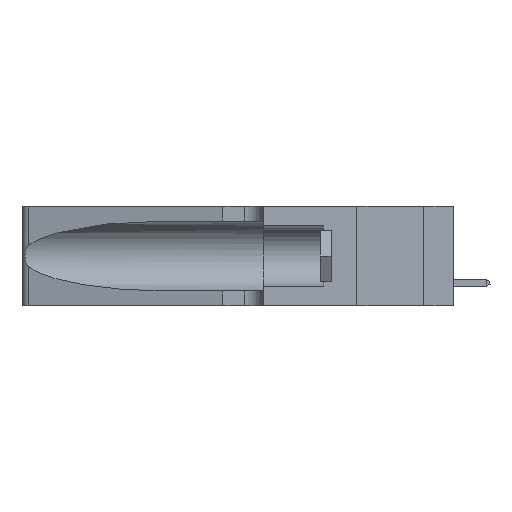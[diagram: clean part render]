
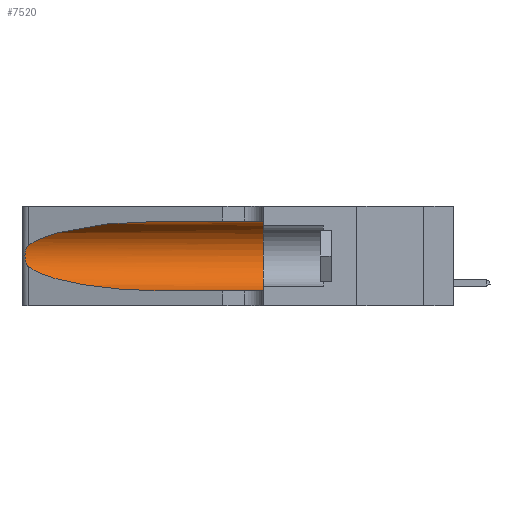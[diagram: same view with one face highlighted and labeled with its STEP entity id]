
A CAD part, left-side view. The second image highlights one B-rep face of the part: STEP entity #7520.
In plain terms, the highlighted cylindrical face has radius 3.308 mm (diameter 6.617 mm), a partial arc.
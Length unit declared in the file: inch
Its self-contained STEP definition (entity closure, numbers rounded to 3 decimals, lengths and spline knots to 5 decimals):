
#359 = CARTESIAN_POINT ( 'NONE',  ( 0.1305, 0.72297, 0.31525 ) ) ;
#955 = CARTESIAN_POINT ( 'NONE',  ( 0.2373, 1.15595, 0.08982 ) ) ;
#1516 = CARTESIAN_POINT ( 'NONE',  ( 0.25854, 1.2359, 0.20912 ) ) ;
#1578 = CARTESIAN_POINT ( 'NONE',  ( 0.26018, 1.23835, 0.19895 ) ) ;
#2313 = VERTEX_POINT ( 'NONE', #6345 ) ;
#2702 = AXIS2_PLACEMENT_3D ( 'NONE', #18408, #11519, #9894 ) ;
#2934 = ORIENTED_EDGE ( 'NONE', *, *, #12761, .F. ) ;
#2989 = VERTEX_POINT ( 'NONE', #9728 ) ;
#3280 = CARTESIAN_POINT ( 'NONE',  ( 0.26075, 1.23896, 0.19203 ) ) ;
#3391 = ORIENTED_EDGE ( 'NONE', *, *, #13993, .T. ) ;
#3586 = CYLINDRICAL_SURFACE ( 'NONE', #6986, 0.13025 ) ;
#3915 = CARTESIAN_POINT ( 'NONE',  ( 0.1305, 0.35, 0.05475 ) ) ;
#4024 = CARTESIAN_POINT ( 'NONE',  ( 0.25487, 1.22718, 0.14631 ) ) ;
#4059 = CARTESIAN_POINT ( 'NONE',  ( 0.2373, 1.15595, 0.28018 ) ) ;
#4137 = CARTESIAN_POINT ( 'NONE',  ( 0.25487, 1.22718, 0.22369 ) ) ;
#4787 = CARTESIAN_POINT ( 'NONE',  ( 0.1305, 1.61858, 0.185 ) ) ;
#5202 = VECTOR ( 'NONE', #6469, 39.37008 ) ;
#5468 = CARTESIAN_POINT ( 'NONE',  ( 0.25487, 1.22718, 0.22369 ) ) ;
#5564 = ORIENTED_EDGE ( 'NONE', *, *, #6101, .F. ) ;
#5591 =( BOUNDED_CURVE ( )  B_SPLINE_CURVE ( 3, ( #359, #14666, #4059, #4137 ),
 .UNSPECIFIED., .F., .T. ) 
 B_SPLINE_CURVE_WITH_KNOTS ( ( 4, 4 ),
 ( 1.5708, 2.84003 ),
 .UNSPECIFIED. ) 
 CURVE ( )  GEOMETRIC_REPRESENTATION_ITEM ( )  RATIONAL_B_SPLINE_CURVE ( ( 1., 0.87, 0.87, 1. ) ) 
 REPRESENTATION_ITEM ( '' )  );
#5806 = CARTESIAN_POINT ( 'NONE',  ( 0.18966, 0.96281, 0.05475 ) ) ;
#6013 = CARTESIAN_POINT ( 'NONE',  ( 0.1305, 1.61858, 0.31525 ) ) ;
#6101 = EDGE_CURVE ( 'NONE', #15876, #2313, #14432, .T. ) ;
#6194 = ORIENTED_EDGE ( 'NONE', *, *, #16083, .T. ) ;
#6345 = CARTESIAN_POINT ( 'NONE',  ( 0.1305, 0.35, 0.31525 ) ) ;
#6469 = DIRECTION ( 'NONE',  ( 0., -1., 0. ) ) ;
#6668 = CIRCLE ( 'NONE', #2702, 0.13025 ) ;
#6986 = AXIS2_PLACEMENT_3D ( 'NONE', #4787, #19175, #8095 ) ;
#7310 = CARTESIAN_POINT ( 'NONE',  ( 0.25789, 1.23486, 0.15765 ) ) ;
#7520 = ADVANCED_FACE ( 'NONE', ( #8203 ), #3586, .F. ) ;
#7806 = CARTESIAN_POINT ( 'NONE',  ( 0.1305, 0.72297, 0.05475 ) ) ;
#7864 = ORIENTED_EDGE ( 'NONE', *, *, #8719, .T. ) ;
#8095 = DIRECTION ( 'NONE',  ( 0., 0., -1. ) ) ;
#8203 = FACE_OUTER_BOUND ( 'NONE', #9149, .T. ) ;
#8256 = VERTEX_POINT ( 'NONE', #7806 ) ;
#8719 = EDGE_CURVE ( 'NONE', #10312, #2989, #20813, .T. ) ;
#9149 = EDGE_LOOP ( 'NONE', ( #3391, #7864, #6194, #14016, #2934, #5564 ) ) ;
#9189 = CARTESIAN_POINT ( 'NONE',  ( 0.26017, 1.23833, 0.17102 ) ) ;
#9614 = CARTESIAN_POINT ( 'NONE',  ( 0.25487, 1.22718, 0.14631 ) ) ;
#9728 = CARTESIAN_POINT ( 'NONE',  ( 0.25487, 1.22718, 0.14631 ) ) ;
#9894 = DIRECTION ( 'NONE',  ( 0., 0., 1. ) ) ;
#10184 = CARTESIAN_POINT ( 'NONE',  ( 0.25555, 1.22994, 0.2215 ) ) ;
#10312 = VERTEX_POINT ( 'NONE', #5468 ) ;
#10932 = VERTEX_POINT ( 'NONE', #3915 ) ;
#11519 = DIRECTION ( 'NONE',  ( 0., 1., 0. ) ) ;
#11673 = LINE ( 'NONE', #13156, #5202 ) ;
#11949 =( BOUNDED_CURVE ( )  B_SPLINE_CURVE ( 3, ( #9614, #955, #5806, #21200 ),
 .UNSPECIFIED., .F., .F. ) 
 B_SPLINE_CURVE_WITH_KNOTS ( ( 4, 4 ),
 ( 3.44316, 4.71239 ),
 .UNSPECIFIED. ) 
 CURVE ( )  GEOMETRIC_REPRESENTATION_ITEM ( )  RATIONAL_B_SPLINE_CURVE ( ( 1., 0.87, 0.87, 1. ) ) 
 REPRESENTATION_ITEM ( '' )  );
#12640 = CARTESIAN_POINT ( 'NONE',  ( 0.25639, 1.23186, 0.15144 ) ) ;
#12761 = EDGE_CURVE ( 'NONE', #2313, #10932, #6668, .T. ) ;
#13027 = CARTESIAN_POINT ( 'NONE',  ( 0.1305, 0.72297, 0.31525 ) ) ;
#13156 = CARTESIAN_POINT ( 'NONE',  ( 0.1305, 1.61858, 0.05475 ) ) ;
#13993 = EDGE_CURVE ( 'NONE', #15876, #10312, #5591, .T. ) ;
#14016 = ORIENTED_EDGE ( 'NONE', *, *, #18110, .T. ) ;
#14025 = CARTESIAN_POINT ( 'NONE',  ( 0.25487, 1.22718, 0.22369 ) ) ;
#14183 = CARTESIAN_POINT ( 'NONE',  ( 0.25555, 1.22993, 0.14849 ) ) ;
#14432 = LINE ( 'NONE', #6013, #14981 ) ;
#14666 = CARTESIAN_POINT ( 'NONE',  ( 0.18966, 0.96281, 0.31525 ) ) ;
#14981 = VECTOR ( 'NONE', #16148, 39.37008 ) ;
#15179 = CARTESIAN_POINT ( 'NONE',  ( 0.25639, 1.23184, 0.21858 ) ) ;
#15763 = CARTESIAN_POINT ( 'NONE',  ( 0.26075, 1.23896, 0.178 ) ) ;
#15832 = CARTESIAN_POINT ( 'NONE',  ( 0.25856, 1.23593, 0.16098 ) ) ;
#15876 = VERTEX_POINT ( 'NONE', #13027 ) ;
#16083 = EDGE_CURVE ( 'NONE', #2989, #8256, #11949, .T. ) ;
#16148 = DIRECTION ( 'NONE',  ( 0., -1., 0. ) ) ;
#18110 = EDGE_CURVE ( 'NONE', #8256, #10932, #11673, .T. ) ;
#18408 = CARTESIAN_POINT ( 'NONE',  ( 0.1305, 0.35, 0.185 ) ) ;
#19175 = DIRECTION ( 'NONE',  ( 0., -1., 0. ) ) ;
#20813 = B_SPLINE_CURVE_WITH_KNOTS ( 'NONE', 3,
 ( #14025, #10184, #15179, #22019, #1516, #1578, #3280, #15763, #9189, #15832, #7310, #12640, #14183, #4024 ),
 .UNSPECIFIED., .F., .F.,
 ( 4, 2, 2, 2, 2, 2, 4 ),
 ( 0., 0.00027, 0.00053, 0.00107, 0.0016, 0.00187, 0.00214 ),
 .UNSPECIFIED. ) ;
#21200 = CARTESIAN_POINT ( 'NONE',  ( 0.1305, 0.72297, 0.05475 ) ) ;
#22019 = CARTESIAN_POINT ( 'NONE',  ( 0.25787, 1.23484, 0.2124 ) ) ;
